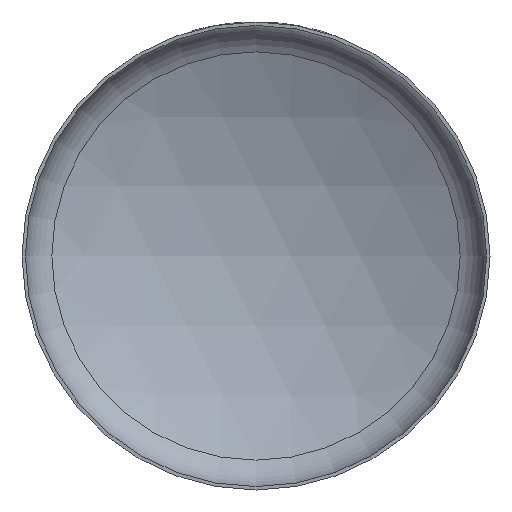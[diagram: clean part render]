
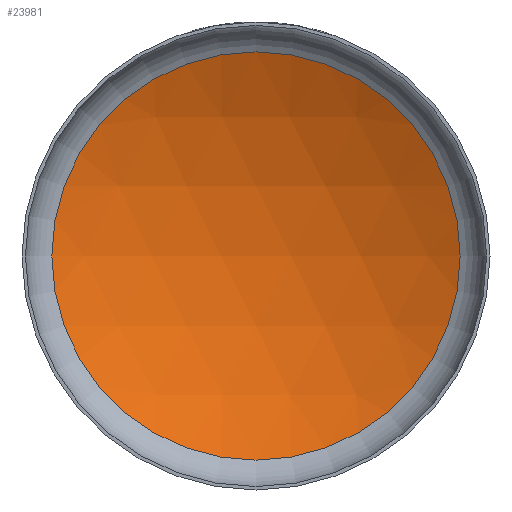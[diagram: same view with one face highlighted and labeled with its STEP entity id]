
A CAD part, front view. The second image highlights one B-rep face of the part: STEP entity #23981.
In plain terms, the highlighted spherical face has radius 406.4 mm.
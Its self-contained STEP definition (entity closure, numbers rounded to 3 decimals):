
#5864 = SPHERICAL_SURFACE ( 'NONE', #25967, 406.4 ) ;
#7157 = DIRECTION ( 'NONE',  ( 0., 0., 1. ) ) ;
#7708 = AXIS2_PLACEMENT_3D ( 'NONE', #24749, #8147, #22242 ) ;
#8147 = DIRECTION ( 'NONE',  ( 0., -1., 0. ) ) ;
#8405 = CARTESIAN_POINT ( 'NONE',  ( 0., 51.569, -177.289 ) ) ;
#12086 = EDGE_LOOP ( 'NONE', ( #25145 ) ) ;
#19030 = DIRECTION ( 'NONE',  ( 1., 0., 0. ) ) ;
#19864 = CIRCLE ( 'NONE', #7708, 177.289 ) ;
#22242 = DIRECTION ( 'NONE',  ( 0., 0., -1. ) ) ;
#23981 = ADVANCED_FACE ( 'NONE', ( #24764 ), #5864, .F. ) ;
#24034 = CARTESIAN_POINT ( 'NONE',  ( 0., -314.122, 0. ) ) ;
#24749 = CARTESIAN_POINT ( 'NONE',  ( 0., 51.569, 0. ) ) ;
#24764 = FACE_OUTER_BOUND ( 'NONE', #12086, .T. ) ;
#25145 = ORIENTED_EDGE ( 'NONE', *, *, #26246, .T. ) ;
#25967 = AXIS2_PLACEMENT_3D ( 'NONE', #24034, #7157, #19030 ) ;
#26246 = EDGE_CURVE ( 'NONE', #26425, #26425, #19864, .T. ) ;
#26425 = VERTEX_POINT ( 'NONE', #8405 ) ;
